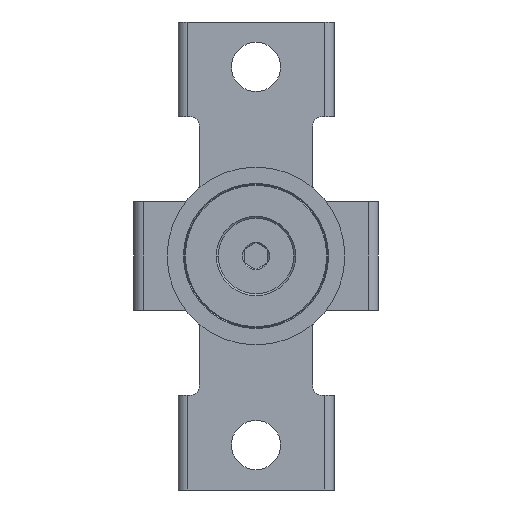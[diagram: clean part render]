
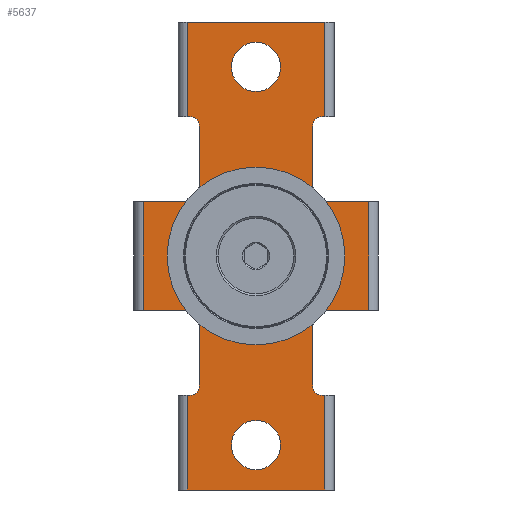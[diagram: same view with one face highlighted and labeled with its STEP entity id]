
A CAD part, front view. The second image highlights one B-rep face of the part: STEP entity #5637.
In plain terms, the highlighted planar face has unit normal (0, -1, 0).
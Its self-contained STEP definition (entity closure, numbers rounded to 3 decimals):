
#1=DIRECTION('',(1.,0.,0.));
#2=VECTOR('',#1,4.909);
#3=CARTESIAN_POINT('',(-11.909,0.,5.75));
#4=LINE('',#3,#2);
#5=DIRECTION('',(0.,0.,1.));
#6=VECTOR('',#5,7.);
#7=CARTESIAN_POINT('',(-6.,0.,6.75));
#8=LINE('',#7,#6);
#9=DIRECTION('',(-1.,0.,0.));
#10=VECTOR('',#9,0.25);
#11=CARTESIAN_POINT('',(-7.,0.,14.75));
#12=LINE('',#11,#10);
#13=DIRECTION('',(1.,0.,0.));
#14=VECTOR('',#13,14.5);
#15=CARTESIAN_POINT('',(-7.25,0.,24.75));
#16=LINE('',#15,#14);
#17=DIRECTION('',(-1.,0.,0.));
#18=VECTOR('',#17,0.25);
#19=CARTESIAN_POINT('',(7.25,0.,14.75));
#20=LINE('',#19,#18);
#21=DIRECTION('',(0.,0.,-1.));
#22=VECTOR('',#21,7.);
#23=CARTESIAN_POINT('',(6.,0.,13.75));
#24=LINE('',#23,#22);
#25=DIRECTION('',(1.,0.,0.));
#26=VECTOR('',#25,4.909);
#27=CARTESIAN_POINT('',(7.,0.,5.75));
#28=LINE('',#27,#26);
#29=DIRECTION('',(-1.,0.,0.));
#30=VECTOR('',#29,4.909);
#31=CARTESIAN_POINT('',(11.909,0.,-5.75));
#32=LINE('',#31,#30);
#33=DIRECTION('',(0.,0.,-1.));
#34=VECTOR('',#33,7.);
#35=CARTESIAN_POINT('',(6.,0.,-6.75));
#36=LINE('',#35,#34);
#37=DIRECTION('',(1.,0.,0.));
#38=VECTOR('',#37,0.25);
#39=CARTESIAN_POINT('',(7.,0.,-14.75));
#40=LINE('',#39,#38);
#41=DIRECTION('',(-1.,0.,0.));
#42=VECTOR('',#41,14.5);
#43=CARTESIAN_POINT('',(7.25,0.,-24.75));
#44=LINE('',#43,#42);
#45=DIRECTION('',(1.,0.,0.));
#46=VECTOR('',#45,0.25);
#47=CARTESIAN_POINT('',(-7.25,0.,-14.75));
#48=LINE('',#47,#46);
#49=DIRECTION('',(0.,0.,1.));
#50=VECTOR('',#49,7.);
#51=CARTESIAN_POINT('',(-6.,0.,-13.75));
#52=LINE('',#51,#50);
#53=DIRECTION('',(-1.,0.,0.));
#54=VECTOR('',#53,4.909);
#55=CARTESIAN_POINT('',(-7.,0.,-5.75));
#56=LINE('',#55,#54);
#57=CARTESIAN_POINT('',(0.,0.,-20.));
#58=DIRECTION('',(0.,-1.,0.));
#59=DIRECTION('',(1.,0.,0.));
#60=AXIS2_PLACEMENT_3D('',#57,#58,#59);
#62=CARTESIAN_POINT('',(0.,0.,-20.));
#63=DIRECTION('',(0.,-1.,0.));
#64=DIRECTION('',(-1.,0.,0.));
#65=AXIS2_PLACEMENT_3D('',#62,#63,#64);
#67=CARTESIAN_POINT('',(0.,0.,20.));
#68=DIRECTION('',(0.,-1.,0.));
#69=DIRECTION('',(1.,0.,0.));
#70=AXIS2_PLACEMENT_3D('',#67,#68,#69);
#72=CARTESIAN_POINT('',(0.,0.,20.));
#73=DIRECTION('',(0.,-1.,0.));
#74=DIRECTION('',(-1.,0.,0.));
#75=AXIS2_PLACEMENT_3D('',#72,#73,#74);
#77=CARTESIAN_POINT('',(0.,0.,0.));
#78=DIRECTION('',(0.,1.,0.));
#79=DIRECTION('',(-1.,0.,0.));
#80=AXIS2_PLACEMENT_3D('',#77,#78,#79);
#82=CARTESIAN_POINT('',(0.,0.,0.));
#83=DIRECTION('',(0.,1.,0.));
#84=DIRECTION('',(1.,0.,0.));
#85=AXIS2_PLACEMENT_3D('',#82,#83,#84);
#95=CARTESIAN_POINT('',(-7.,0.,6.75));
#96=DIRECTION('',(0.,1.,0.));
#97=DIRECTION('',(1.,0.,0.));
#98=AXIS2_PLACEMENT_3D('',#95,#96,#97);
#118=CARTESIAN_POINT('',(-7.,0.,13.75));
#119=DIRECTION('',(0.,1.,0.));
#120=DIRECTION('',(0.,0.,1.));
#121=AXIS2_PLACEMENT_3D('',#118,#119,#120);
#242=DIRECTION('',(0.,0.,1.));
#243=VECTOR('',#242,11.5);
#244=CARTESIAN_POINT('',(-11.909,0.,-5.75));
#245=LINE('',#244,#243);
#472=CARTESIAN_POINT('',(-7.,0.,-6.75));
#473=DIRECTION('',(0.,1.,0.));
#474=DIRECTION('',(0.,0.,1.));
#475=AXIS2_PLACEMENT_3D('',#472,#473,#474);
#490=CARTESIAN_POINT('',(-7.,0.,-13.75));
#491=DIRECTION('',(0.,1.,0.));
#492=DIRECTION('',(1.,0.,0.));
#493=AXIS2_PLACEMENT_3D('',#490,#491,#492);
#522=DIRECTION('',(0.,0.,-1.));
#523=VECTOR('',#522,10.);
#524=CARTESIAN_POINT('',(-7.25,0.,-14.75));
#525=LINE('',#524,#523);
#558=DIRECTION('',(0.,0.,-1.));
#559=VECTOR('',#558,10.);
#560=CARTESIAN_POINT('',(7.25,0.,-14.75));
#561=LINE('',#560,#559);
#585=CARTESIAN_POINT('',(7.,0.,-13.75));
#586=DIRECTION('',(0.,1.,0.));
#587=DIRECTION('',(0.,0.,-1.));
#588=AXIS2_PLACEMENT_3D('',#585,#586,#587);
#598=CARTESIAN_POINT('',(7.,0.,-6.75));
#599=DIRECTION('',(0.,1.,0.));
#600=DIRECTION('',(-1.,0.,0.));
#601=AXIS2_PLACEMENT_3D('',#598,#599,#600);
#630=DIRECTION('',(0.,0.,1.));
#631=VECTOR('',#630,11.5);
#632=CARTESIAN_POINT('',(11.909,0.,-5.75));
#633=LINE('',#632,#631);
#652=CARTESIAN_POINT('',(7.,0.,6.75));
#653=DIRECTION('',(0.,1.,0.));
#654=DIRECTION('',(0.,0.,-1.));
#655=AXIS2_PLACEMENT_3D('',#652,#653,#654);
#670=CARTESIAN_POINT('',(7.,0.,13.75));
#671=DIRECTION('',(0.,1.,0.));
#672=DIRECTION('',(-1.,0.,0.));
#673=AXIS2_PLACEMENT_3D('',#670,#671,#672);
#702=DIRECTION('',(0.,0.,-1.));
#703=VECTOR('',#702,10.);
#704=CARTESIAN_POINT('',(7.25,0.,24.75));
#705=LINE('',#704,#703);
#738=DIRECTION('',(0.,0.,-1.));
#739=VECTOR('',#738,10.);
#740=CARTESIAN_POINT('',(-7.25,0.,24.75));
#741=LINE('',#740,#739);
#5003=CARTESIAN_POINT('',(-11.909,0.,-5.75));
#5005=VERTEX_POINT('',#5003);
#5009=CARTESIAN_POINT('',(-11.909,0.,5.75));
#5011=VERTEX_POINT('',#5009);
#5027=CARTESIAN_POINT('',(11.909,0.,-5.75));
#5029=VERTEX_POINT('',#5027);
#5033=CARTESIAN_POINT('',(11.909,0.,5.75));
#5035=VERTEX_POINT('',#5033);
#5051=CARTESIAN_POINT('',(2.6,0.,-20.));
#5052=CARTESIAN_POINT('',(-2.6,0.,-20.));
#5053=VERTEX_POINT('',#5051);
#5054=VERTEX_POINT('',#5052);
#5055=CARTESIAN_POINT('',(2.6,0.,20.));
#5056=CARTESIAN_POINT('',(-2.6,0.,20.));
#5057=VERTEX_POINT('',#5055);
#5058=VERTEX_POINT('',#5056);
#5115=CARTESIAN_POINT('',(7.25,0.,-24.75));
#5116=CARTESIAN_POINT('',(-7.25,0.,-24.75));
#5117=VERTEX_POINT('',#5115);
#5118=VERTEX_POINT('',#5116);
#5123=CARTESIAN_POINT('',(-7.25,0.,24.75));
#5124=CARTESIAN_POINT('',(7.25,0.,24.75));
#5125=VERTEX_POINT('',#5123);
#5126=VERTEX_POINT('',#5124);
#5163=CARTESIAN_POINT('',(-6.,0.,13.75));
#5165=VERTEX_POINT('',#5163);
#5167=CARTESIAN_POINT('',(-6.,0.,6.75));
#5169=VERTEX_POINT('',#5167);
#5171=CARTESIAN_POINT('',(-7.,0.,5.75));
#5173=VERTEX_POINT('',#5171);
#5175=CARTESIAN_POINT('',(-7.,0.,-5.75));
#5177=VERTEX_POINT('',#5175);
#5179=CARTESIAN_POINT('',(-6.,0.,-6.75));
#5181=VERTEX_POINT('',#5179);
#5183=CARTESIAN_POINT('',(-6.,0.,-13.75));
#5185=VERTEX_POINT('',#5183);
#5187=CARTESIAN_POINT('',(6.,0.,-6.75));
#5189=VERTEX_POINT('',#5187);
#5191=CARTESIAN_POINT('',(7.,0.,-5.75));
#5193=VERTEX_POINT('',#5191);
#5195=CARTESIAN_POINT('',(6.,0.,-13.75));
#5197=VERTEX_POINT('',#5195);
#5199=CARTESIAN_POINT('',(7.,0.,5.75));
#5201=VERTEX_POINT('',#5199);
#5203=CARTESIAN_POINT('',(6.,0.,6.75));
#5205=VERTEX_POINT('',#5203);
#5207=CARTESIAN_POINT('',(6.,0.,13.75));
#5209=VERTEX_POINT('',#5207);
#5211=CARTESIAN_POINT('',(-7.,0.,14.75));
#5212=VERTEX_POINT('',#5211);
#5215=CARTESIAN_POINT('',(-7.,0.,-14.75));
#5216=VERTEX_POINT('',#5215);
#5219=CARTESIAN_POINT('',(7.,0.,-14.75));
#5220=VERTEX_POINT('',#5219);
#5223=CARTESIAN_POINT('',(7.,0.,14.75));
#5224=VERTEX_POINT('',#5223);
#5227=CARTESIAN_POINT('',(7.25,0.,-14.75));
#5229=VERTEX_POINT('',#5227);
#5239=CARTESIAN_POINT('',(-7.25,0.,-14.75));
#5241=VERTEX_POINT('',#5239);
#5253=CARTESIAN_POINT('',(7.25,0.,14.75));
#5255=VERTEX_POINT('',#5253);
#5265=CARTESIAN_POINT('',(-7.25,0.,14.75));
#5267=VERTEX_POINT('',#5265);
#5371=CARTESIAN_POINT('',(-7.4,0.,0.));
#5372=CARTESIAN_POINT('',(7.4,0.,0.));
#5373=VERTEX_POINT('',#5371);
#5374=VERTEX_POINT('',#5372);
#5556=CARTESIAN_POINT('',(0.,0.,0.));
#5557=DIRECTION('',(0.,1.,0.));
#5558=DIRECTION('',(1.,0.,0.));
#5559=AXIS2_PLACEMENT_3D('',#5556,#5557,#5558);
#5560=PLANE('',#5559);
#5562=ORIENTED_EDGE('',*,*,#5561,.T.);
#5564=ORIENTED_EDGE('',*,*,#5563,.F.);
#5566=ORIENTED_EDGE('',*,*,#5565,.T.);
#5568=ORIENTED_EDGE('',*,*,#5567,.F.);
#5570=ORIENTED_EDGE('',*,*,#5569,.T.);
#5572=ORIENTED_EDGE('',*,*,#5571,.F.);
#5574=ORIENTED_EDGE('',*,*,#5573,.T.);
#5576=ORIENTED_EDGE('',*,*,#5575,.T.);
#5578=ORIENTED_EDGE('',*,*,#5577,.T.);
#5580=ORIENTED_EDGE('',*,*,#5579,.F.);
#5582=ORIENTED_EDGE('',*,*,#5581,.T.);
#5584=ORIENTED_EDGE('',*,*,#5583,.F.);
#5586=ORIENTED_EDGE('',*,*,#5585,.T.);
#5588=ORIENTED_EDGE('',*,*,#5587,.F.);
#5590=ORIENTED_EDGE('',*,*,#5589,.T.);
#5592=ORIENTED_EDGE('',*,*,#5591,.F.);
#5594=ORIENTED_EDGE('',*,*,#5593,.T.);
#5596=ORIENTED_EDGE('',*,*,#5595,.F.);
#5598=ORIENTED_EDGE('',*,*,#5597,.T.);
#5600=ORIENTED_EDGE('',*,*,#5599,.T.);
#5602=ORIENTED_EDGE('',*,*,#5601,.T.);
#5604=ORIENTED_EDGE('',*,*,#5603,.F.);
#5606=ORIENTED_EDGE('',*,*,#5605,.T.);
#5608=ORIENTED_EDGE('',*,*,#5607,.F.);
#5610=ORIENTED_EDGE('',*,*,#5609,.T.);
#5612=ORIENTED_EDGE('',*,*,#5611,.F.);
#5614=ORIENTED_EDGE('',*,*,#5613,.T.);
#5616=ORIENTED_EDGE('',*,*,#5615,.T.);
#5617=EDGE_LOOP('',(#5562,#5564,#5566,#5568,#5570,#5572,#5574,#5576,#5578,#5580,
#5582,#5584,#5586,#5588,#5590,#5592,#5594,#5596,#5598,#5600,#5602,#5604,#5606,
#5608,#5610,#5612,#5614,#5616));
#5618=FACE_OUTER_BOUND('',#5617,.F.);
#5620=ORIENTED_EDGE('',*,*,#5619,.T.);
#5622=ORIENTED_EDGE('',*,*,#5621,.T.);
#5623=EDGE_LOOP('',(#5620,#5622));
#5624=FACE_BOUND('',#5623,.F.);
#5626=ORIENTED_EDGE('',*,*,#5625,.T.);
#5628=ORIENTED_EDGE('',*,*,#5627,.T.);
#5629=EDGE_LOOP('',(#5626,#5628));
#5630=FACE_BOUND('',#5629,.F.);
#5632=ORIENTED_EDGE('',*,*,#5631,.F.);
#5634=ORIENTED_EDGE('',*,*,#5633,.F.);
#5635=EDGE_LOOP('',(#5632,#5634));
#5636=FACE_BOUND('',#5635,.F.);
#5637=ADVANCED_FACE('',(#5618,#5624,#5630,#5636),#5560,.F.);
#61=CIRCLE('',#60,2.6);
#66=CIRCLE('',#65,2.6);
#71=CIRCLE('',#70,2.6);
#76=CIRCLE('',#75,2.6);
#81=CIRCLE('',#80,7.4);
#86=CIRCLE('',#85,7.4);
#99=CIRCLE('',#98,1.);
#122=CIRCLE('',#121,1.);
#476=CIRCLE('',#475,1.);
#494=CIRCLE('',#493,1.);
#589=CIRCLE('',#588,1.);
#602=CIRCLE('',#601,1.);
#656=CIRCLE('',#655,1.);
#674=CIRCLE('',#673,1.);
#5561=EDGE_CURVE('',#5011,#5173,#4,.T.);
#5563=EDGE_CURVE('',#5169,#5173,#99,.T.);
#5565=EDGE_CURVE('',#5169,#5165,#8,.T.);
#5567=EDGE_CURVE('',#5212,#5165,#122,.T.);
#5569=EDGE_CURVE('',#5212,#5267,#12,.T.);
#5571=EDGE_CURVE('',#5125,#5267,#741,.T.);
#5573=EDGE_CURVE('',#5125,#5126,#16,.T.);
#5575=EDGE_CURVE('',#5126,#5255,#705,.T.);
#5577=EDGE_CURVE('',#5255,#5224,#20,.T.);
#5579=EDGE_CURVE('',#5209,#5224,#674,.T.);
#5581=EDGE_CURVE('',#5209,#5205,#24,.T.);
#5583=EDGE_CURVE('',#5201,#5205,#656,.T.);
#5585=EDGE_CURVE('',#5201,#5035,#28,.T.);
#5587=EDGE_CURVE('',#5029,#5035,#633,.T.);
#5589=EDGE_CURVE('',#5029,#5193,#32,.T.);
#5591=EDGE_CURVE('',#5189,#5193,#602,.T.);
#5593=EDGE_CURVE('',#5189,#5197,#36,.T.);
#5595=EDGE_CURVE('',#5220,#5197,#589,.T.);
#5597=EDGE_CURVE('',#5220,#5229,#40,.T.);
#5599=EDGE_CURVE('',#5229,#5117,#561,.T.);
#5601=EDGE_CURVE('',#5117,#5118,#44,.T.);
#5603=EDGE_CURVE('',#5241,#5118,#525,.T.);
#5605=EDGE_CURVE('',#5241,#5216,#48,.T.);
#5607=EDGE_CURVE('',#5185,#5216,#494,.T.);
#5609=EDGE_CURVE('',#5185,#5181,#52,.T.);
#5611=EDGE_CURVE('',#5177,#5181,#476,.T.);
#5613=EDGE_CURVE('',#5177,#5005,#56,.T.);
#5615=EDGE_CURVE('',#5005,#5011,#245,.T.);
#5619=EDGE_CURVE('',#5053,#5054,#61,.T.);
#5621=EDGE_CURVE('',#5054,#5053,#66,.T.);
#5625=EDGE_CURVE('',#5057,#5058,#71,.T.);
#5627=EDGE_CURVE('',#5058,#5057,#76,.T.);
#5631=EDGE_CURVE('',#5373,#5374,#81,.T.);
#5633=EDGE_CURVE('',#5374,#5373,#86,.T.);
